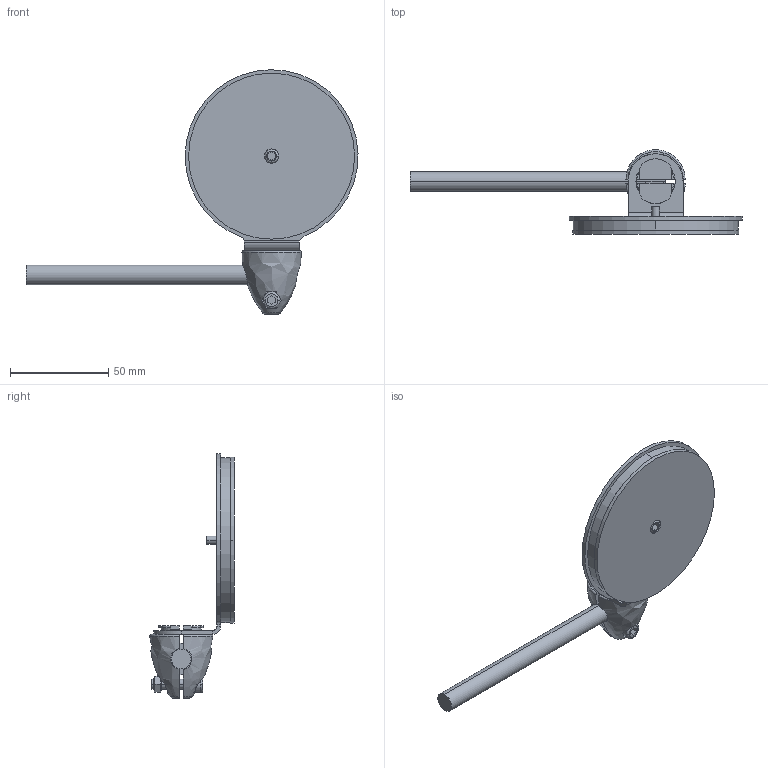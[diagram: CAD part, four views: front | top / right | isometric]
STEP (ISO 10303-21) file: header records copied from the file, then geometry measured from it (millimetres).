
FILE_DESCRIPTION((''),'2;1');
FILE_NAME('CAD1037','2009-02-16T',('cludewig'),(''),'PRO/ENGINEER BY PARAMETRIC TECHNOLOGY CORPORATION, 2006300','PRO/ENGINEER BY PARAMETRIC TECHNOLOGY CORPORATION, 2006300','');
FILE_SCHEMA(('CONFIG_CONTROL_DESIGN'));
Length unit declared in the file: millimetre
Products named in the file (1): CAD1037
Bounding box: 168.98 x 43.06 x 124.5 mm (x, y, z)
Volume: 76217 mm3; surface area: 27414.6 mm2
Topology: 3 solids, 3 shells, 170 faces, 436 edges, 286 vertices
Faces by surface type: plane 99, cylinder 49, torus 10, cone 8, bspline 4
Entity records: 5815 total; most frequent: CARTESIAN_POINT 1574, DIRECTION 891, ORIENTED_EDGE 866, EDGE_CURVE 433, AXIS2_PLACEMENT_3D 328, VERTEX_POINT 280, VECTOR 235, LINE 235
